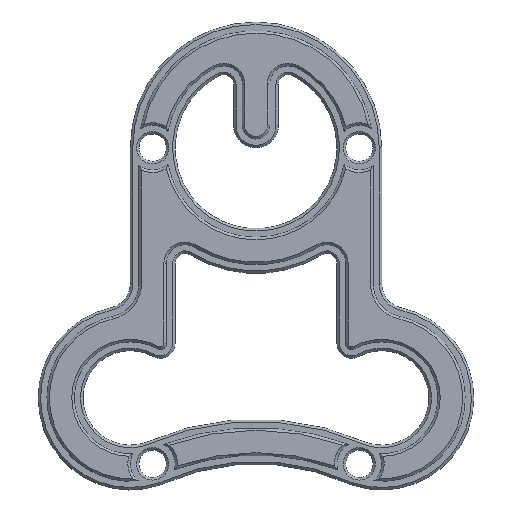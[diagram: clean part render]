
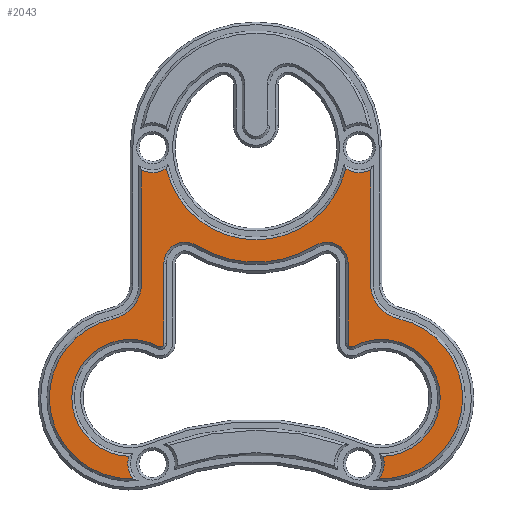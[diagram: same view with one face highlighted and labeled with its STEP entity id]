
A CAD part, top view. The second image highlights one B-rep face of the part: STEP entity #2043.
In plain terms, the highlighted planar face has unit normal (0, 0, 1).
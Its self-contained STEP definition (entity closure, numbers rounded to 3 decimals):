
#86=PLANE('',#2226);
#113=LINE('',#3212,#253);
#119=LINE('',#3236,#259);
#124=LINE('',#3263,#264);
#127=LINE('',#3284,#267);
#253=VECTOR('',#2482,10.);
#259=VECTOR('',#2508,10.);
#264=VECTOR('',#2533,10.);
#267=VECTOR('',#2556,10.);
#419=FACE_OUTER_BOUND('',#548,.T.);
#548=EDGE_LOOP('',(#1457,#1458,#1459,#1460,#1461,#1462,#1463,#1464,#1465,
#1466,#1467,#1468,#1469,#1470,#1471,#1472,#1473,#1474,#1475,#1476));
#682=CIRCLE('',#2157,18.5);
#684=CIRCLE('',#2160,5.);
#687=CIRCLE('',#2164,16.247);
#688=CIRCLE('',#2166,5.);
#691=CIRCLE('',#2170,11.747);
#692=CIRCLE('',#2172,0.75);
#694=CIRCLE('',#2176,4.25);
#696=CIRCLE('',#2179,23.);
#698=CIRCLE('',#2182,4.25);
#700=CIRCLE('',#2186,0.75);
#702=CIRCLE('',#2189,11.747);
#705=CIRCLE('',#2193,5.);
#706=CIRCLE('',#2196,7.25);
#708=CIRCLE('',#2199,16.247);
#710=CIRCLE('',#2202,7.25);
#713=CIRCLE('',#2207,5.);
#835=VERTEX_POINT('',#3146);
#836=VERTEX_POINT('',#3147);
#839=VERTEX_POINT('',#3161);
#843=VERTEX_POINT('',#3173);
#844=VERTEX_POINT('',#3175);
#845=VERTEX_POINT('',#3182);
#849=VERTEX_POINT('',#3194);
#850=VERTEX_POINT('',#3196);
#852=VERTEX_POINT('',#3204);
#854=VERTEX_POINT('',#3210);
#856=VERTEX_POINT('',#3216);
#858=VERTEX_POINT('',#3222);
#860=VERTEX_POINT('',#3228);
#862=VERTEX_POINT('',#3234);
#864=VERTEX_POINT('',#3240);
#866=VERTEX_POINT('',#3250);
#869=VERTEX_POINT('',#3260);
#870=VERTEX_POINT('',#3262);
#872=VERTEX_POINT('',#3270);
#874=VERTEX_POINT('',#3279);
#1024=EDGE_CURVE('',#835,#836,#682,.T.);
#1028=EDGE_CURVE('',#836,#839,#684,.T.);
#1033=EDGE_CURVE('',#843,#844,#687,.T.);
#1035=EDGE_CURVE('',#844,#845,#688,.T.);
#1040=EDGE_CURVE('',#849,#850,#691,.T.);
#1043=EDGE_CURVE('',#852,#849,#692,.T.);
#1046=EDGE_CURVE('',#854,#852,#113,.T.);
#1049=EDGE_CURVE('',#856,#854,#694,.T.);
#1052=EDGE_CURVE('',#858,#856,#696,.T.);
#1055=EDGE_CURVE('',#860,#858,#698,.T.);
#1058=EDGE_CURVE('',#862,#860,#119,.T.);
#1061=EDGE_CURVE('',#864,#862,#700,.T.);
#1063=EDGE_CURVE('',#845,#864,#702,.T.);
#1066=EDGE_CURVE('',#850,#866,#705,.T.);
#1070=EDGE_CURVE('',#869,#870,#124,.T.);
#1073=EDGE_CURVE('',#872,#869,#706,.T.);
#1075=EDGE_CURVE('',#866,#872,#708,.T.);
#1078=EDGE_CURVE('',#874,#843,#710,.T.);
#1080=EDGE_CURVE('',#839,#874,#127,.T.);
#1083=EDGE_CURVE('',#870,#835,#713,.T.);
#1457=ORIENTED_EDGE('',*,*,#1070,.F.);
#1458=ORIENTED_EDGE('',*,*,#1073,.F.);
#1459=ORIENTED_EDGE('',*,*,#1075,.F.);
#1460=ORIENTED_EDGE('',*,*,#1066,.F.);
#1461=ORIENTED_EDGE('',*,*,#1040,.F.);
#1462=ORIENTED_EDGE('',*,*,#1043,.F.);
#1463=ORIENTED_EDGE('',*,*,#1046,.F.);
#1464=ORIENTED_EDGE('',*,*,#1049,.F.);
#1465=ORIENTED_EDGE('',*,*,#1052,.F.);
#1466=ORIENTED_EDGE('',*,*,#1055,.F.);
#1467=ORIENTED_EDGE('',*,*,#1058,.F.);
#1468=ORIENTED_EDGE('',*,*,#1061,.F.);
#1469=ORIENTED_EDGE('',*,*,#1063,.F.);
#1470=ORIENTED_EDGE('',*,*,#1035,.F.);
#1471=ORIENTED_EDGE('',*,*,#1033,.F.);
#1472=ORIENTED_EDGE('',*,*,#1078,.F.);
#1473=ORIENTED_EDGE('',*,*,#1080,.F.);
#1474=ORIENTED_EDGE('',*,*,#1028,.F.);
#1475=ORIENTED_EDGE('',*,*,#1024,.F.);
#1476=ORIENTED_EDGE('',*,*,#1083,.F.);
#2043=ADVANCED_FACE('',(#419),#86,.T.);
#2157=AXIS2_PLACEMENT_3D('',#3148,#2442,#2443);
#2160=AXIS2_PLACEMENT_3D('',#3162,#2448,#2449);
#2164=AXIS2_PLACEMENT_3D('',#3176,#2457,#2458);
#2166=AXIS2_PLACEMENT_3D('',#3183,#2461,#2462);
#2170=AXIS2_PLACEMENT_3D('',#3197,#2470,#2471);
#2172=AXIS2_PLACEMENT_3D('',#3206,#2475,#2476);
#2176=AXIS2_PLACEMENT_3D('',#3218,#2487,#2488);
#2179=AXIS2_PLACEMENT_3D('',#3224,#2494,#2495);
#2182=AXIS2_PLACEMENT_3D('',#3230,#2501,#2502);
#2186=AXIS2_PLACEMENT_3D('',#3242,#2513,#2514);
#2189=AXIS2_PLACEMENT_3D('',#3245,#2519,#2520);
#2193=AXIS2_PLACEMENT_3D('',#3251,#2527,#2528);
#2196=AXIS2_PLACEMENT_3D('',#3272,#2537,#2538);
#2199=AXIS2_PLACEMENT_3D('',#3275,#2543,#2544);
#2202=AXIS2_PLACEMENT_3D('',#3281,#2550,#2551);
#2207=AXIS2_PLACEMENT_3D('',#3288,#2562,#2563);
#2226=AXIS2_PLACEMENT_3D('',#3331,#2613,#2614);
#2442=DIRECTION('center_axis',(0.,0.,1.));
#2443=DIRECTION('ref_axis',(0.456,-0.89,0.));
#2448=DIRECTION('center_axis',(0.,0.,1.));
#2449=DIRECTION('ref_axis',(-1.,0.,0.));
#2457=DIRECTION('center_axis',(0.,0.,-1.));
#2458=DIRECTION('ref_axis',(0.316,0.949,0.));
#2461=DIRECTION('center_axis',(0.,0.,1.));
#2462=DIRECTION('ref_axis',(1.,0.,0.));
#2470=DIRECTION('center_axis',(0.,0.,1.));
#2471=DIRECTION('ref_axis',(-0.48,-0.877,0.));
#2475=DIRECTION('center_axis',(0.,0.,-1.));
#2476=DIRECTION('ref_axis',(-0.48,-0.877,0.));
#2482=DIRECTION('',(0.,-1.,0.));
#2487=DIRECTION('center_axis',(0.,0.,1.));
#2488=DIRECTION('ref_axis',(0.523,0.852,0.));
#2494=DIRECTION('center_axis',(0.,0.,-1.));
#2495=DIRECTION('ref_axis',(-0.523,-0.852,0.));
#2501=DIRECTION('center_axis',(0.,0.,1.));
#2502=DIRECTION('ref_axis',(1.,0.,0.));
#2508=DIRECTION('',(0.,1.,0.));
#2513=DIRECTION('center_axis',(0.,0.,-1.));
#2514=DIRECTION('ref_axis',(-1.,0.,0.));
#2519=DIRECTION('center_axis',(0.,0.,1.));
#2520=DIRECTION('ref_axis',(0.294,0.956,0.));
#2527=DIRECTION('center_axis',(0.,0.,1.));
#2528=DIRECTION('ref_axis',(-1.,0.,0.));
#2533=DIRECTION('',(0.,1.,0.));
#2537=DIRECTION('center_axis',(0.,0.,1.));
#2538=DIRECTION('ref_axis',(0.213,-0.977,0.));
#2543=DIRECTION('center_axis',(0.,0.,-1.));
#2544=DIRECTION('ref_axis',(-0.213,0.977,0.));
#2550=DIRECTION('center_axis',(0.,0.,1.));
#2551=DIRECTION('ref_axis',(-1.,0.,0.));
#2556=DIRECTION('',(0.,-1.,0.));
#2562=DIRECTION('center_axis',(0.,0.,1.));
#2563=DIRECTION('ref_axis',(1.,0.,0.));
#2613=DIRECTION('center_axis',(0.,0.,1.));
#2614=DIRECTION('ref_axis',(-1.,0.,0.));
#3146=CARTESIAN_POINT('',(-18.02,27.561,8.));
#3147=CARTESIAN_POINT('',(18.02,27.561,8.));
#3148=CARTESIAN_POINT('Origin',(0.,31.75,8.));
#3161=CARTESIAN_POINT('',(23.,27.285,8.));
#3162=CARTESIAN_POINT('Origin',(20.75,31.75,8.));
#3173=CARTESIAN_POINT('',(28.707,-2.622,8.));
#3175=CARTESIAN_POINT('',(24.761,-34.736,8.));
#3176=CARTESIAN_POINT('Origin',(25.25,-18.497,8.));
#3182=CARTESIAN_POINT('',(25.517,-30.24,8.));
#3183=CARTESIAN_POINT('Origin',(20.75,-31.75,8.));
#3194=CARTESIAN_POINT('',(-19.61,-8.193,8.));
#3196=CARTESIAN_POINT('',(-25.517,-30.24,8.));
#3197=CARTESIAN_POINT('Origin',(-25.25,-18.497,8.));
#3204=CARTESIAN_POINT('',(-18.5,-7.535,8.));
#3206=CARTESIAN_POINT('Origin',(-19.25,-7.535,8.));
#3210=CARTESIAN_POINT('',(-18.5,8.523,8.));
#3212=CARTESIAN_POINT('',(-18.5,-5.466,8.));
#3216=CARTESIAN_POINT('',(-12.028,12.145,8.));
#3218=CARTESIAN_POINT('Origin',(-14.25,8.523,8.));
#3222=CARTESIAN_POINT('',(12.028,12.145,8.));
#3224=CARTESIAN_POINT('Origin',(0.,31.75,8.));
#3228=CARTESIAN_POINT('',(18.5,8.523,8.));
#3230=CARTESIAN_POINT('Origin',(14.25,8.523,8.));
#3234=CARTESIAN_POINT('',(18.5,-7.535,8.));
#3236=CARTESIAN_POINT('',(18.5,2.562,8.));
#3240=CARTESIAN_POINT('',(19.61,-8.193,8.));
#3242=CARTESIAN_POINT('Origin',(19.25,-7.535,8.));
#3245=CARTESIAN_POINT('Origin',(25.25,-18.497,8.));
#3250=CARTESIAN_POINT('',(-24.761,-34.736,8.));
#3251=CARTESIAN_POINT('Origin',(-20.75,-31.75,8.));
#3260=CARTESIAN_POINT('',(-23.,4.462,8.));
#3262=CARTESIAN_POINT('',(-23.,27.285,8.));
#3263=CARTESIAN_POINT('',(-23.,12.395,8.));
#3270=CARTESIAN_POINT('',(-28.707,-2.622,8.));
#3272=CARTESIAN_POINT('Origin',(-30.25,4.462,8.));
#3275=CARTESIAN_POINT('Origin',(-25.25,-18.497,8.));
#3279=CARTESIAN_POINT('',(23.,4.462,8.));
#3281=CARTESIAN_POINT('Origin',(30.25,4.462,8.));
#3284=CARTESIAN_POINT('',(23.,0.532,8.));
#3288=CARTESIAN_POINT('Origin',(-20.75,31.75,8.));
#3331=CARTESIAN_POINT('Origin',(0.,-3.398,
8.));
